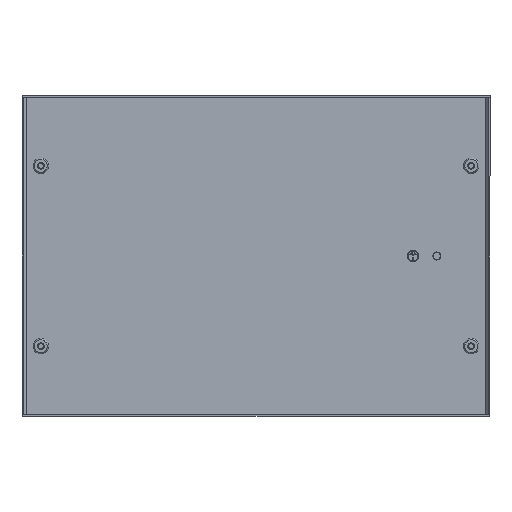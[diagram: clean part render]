
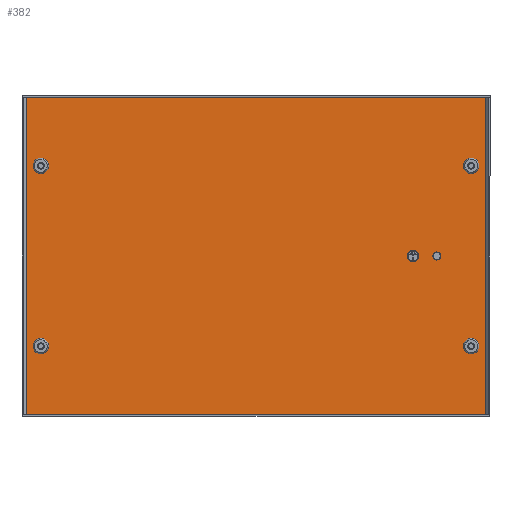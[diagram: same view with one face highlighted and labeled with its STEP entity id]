
A CAD part, front view. The second image highlights one B-rep face of the part: STEP entity #382.
In plain terms, the highlighted planar face has unit normal (0, -1, 0).
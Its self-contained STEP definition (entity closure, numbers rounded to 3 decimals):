
#73 = CARTESIAN_POINT ( 'NONE',  ( 238.5, -1.5, 100. ) ) ;
#187 = CARTESIAN_POINT ( 'NONE',  ( 254.505, -1.5, -176. ) ) ;
#211 = CARTESIAN_POINT ( 'NONE',  ( 0., -1.5, 0. ) ) ;
#217 = VERTEX_POINT ( 'NONE', #3092 ) ;
#238 = ORIENTED_EDGE ( 'NONE', *, *, #1359, .F. ) ;
#243 = EDGE_CURVE ( 'NONE', #4226, #2140, #4816, .T. ) ;
#382 = ADVANCED_FACE ( 'NONE', ( #1441, #982, #2890, #4260, #4697, #4942, #3891 ), #2206, .F. ) ;
#401 = DIRECTION ( 'NONE',  ( 0., -1., 0. ) ) ;
#421 = DIRECTION ( 'NONE',  ( 0., -1., 0. ) ) ;
#478 = CARTESIAN_POINT ( 'NONE',  ( 238.5, -1.5, -108.625 ) ) ;
#580 = AXIS2_PLACEMENT_3D ( 'NONE', #1645, #1993, #2497 ) ;
#606 = ORIENTED_EDGE ( 'NONE', *, *, #4859, .F. ) ;
#609 = DIRECTION ( 'NONE',  ( 0., 0., 1. ) ) ;
#653 = EDGE_LOOP ( 'NONE', ( #238, #3356 ) ) ;
#657 = DIRECTION ( 'NONE',  ( 0., 0., 1. ) ) ;
#659 = DIRECTION ( 'NONE',  ( 0., 0., 1. ) ) ;
#681 = AXIS2_PLACEMENT_3D ( 'NONE', #1313, #3056, #988 ) ;
#713 = AXIS2_PLACEMENT_3D ( 'NONE', #2023, #2865, #1646 ) ;
#733 = CARTESIAN_POINT ( 'NONE',  ( -238.5, -1.5, 100. ) ) ;
#783 = EDGE_LOOP ( 'NONE', ( #4406, #4717 ) ) ;
#795 = LINE ( 'NONE', #4520, #3143 ) ;
#798 = DIRECTION ( 'NONE',  ( 0., -1., 0. ) ) ;
#811 = VERTEX_POINT ( 'NONE', #1753 ) ;
#856 = DIRECTION ( 'NONE',  ( -1., 0., 0. ) ) ;
#963 = EDGE_CURVE ( 'NONE', #3248, #2316, #3226, .T. ) ;
#982 = FACE_OUTER_BOUND ( 'NONE', #5183, .T. ) ;
#988 = DIRECTION ( 'NONE',  ( 0., 0., 1. ) ) ;
#1005 = EDGE_LOOP ( 'NONE', ( #3671, #1559 ) ) ;
#1012 = EDGE_CURVE ( 'NONE', #1254, #217, #795, .T. ) ;
#1045 = CARTESIAN_POINT ( 'NONE',  ( 200.5, -1.5, 0. ) ) ;
#1067 = EDGE_CURVE ( 'NONE', #811, #3444, #2470, .T. ) ;
#1109 = AXIS2_PLACEMENT_3D ( 'NONE', #733, #401, #2009 ) ;
#1202 = AXIS2_PLACEMENT_3D ( 'NONE', #1593, #4472, #4096 ) ;
#1254 = VERTEX_POINT ( 'NONE', #187 ) ;
#1262 = CARTESIAN_POINT ( 'NONE',  ( -238.5, -1.5, -100. ) ) ;
#1285 = ORIENTED_EDGE ( 'NONE', *, *, #963, .F. ) ;
#1313 = CARTESIAN_POINT ( 'NONE',  ( 238.5, -1.5, -100. ) ) ;
#1359 = EDGE_CURVE ( 'NONE', #1660, #5327, #1524, .T. ) ;
#1441 = FACE_BOUND ( 'NONE', #783, .T. ) ;
#1524 = CIRCLE ( 'NONE', #1109, 8.625 ) ;
#1556 = CARTESIAN_POINT ( 'NONE',  ( 238.5, -1.5, 91.375 ) ) ;
#1557 = VERTEX_POINT ( 'NONE', #3990 ) ;
#1559 = ORIENTED_EDGE ( 'NONE', *, *, #3151, .F. ) ;
#1588 = CARTESIAN_POINT ( 'NONE',  ( 200.5, -1.5, 4.5 ) ) ;
#1593 = CARTESIAN_POINT ( 'NONE',  ( 174., -1.5, 0. ) ) ;
#1604 = EDGE_LOOP ( 'NONE', ( #2916, #3413 ) ) ;
#1609 = AXIS2_PLACEMENT_3D ( 'NONE', #73, #3373, #2585 ) ;
#1645 = CARTESIAN_POINT ( 'NONE',  ( 238.5, -1.5, -100. ) ) ;
#1646 = DIRECTION ( 'NONE',  ( 0., 0., 1. ) ) ;
#1660 = VERTEX_POINT ( 'NONE', #4019 ) ;
#1753 = CARTESIAN_POINT ( 'NONE',  ( 200.5, -1.5, -4.5 ) ) ;
#1917 = EDGE_CURVE ( 'NONE', #2316, #3248, #3929, .T. ) ;
#1933 = DIRECTION ( 'NONE',  ( 0., 0., -1. ) ) ;
#1941 = DIRECTION ( 'NONE',  ( 0., 0., -1. ) ) ;
#1993 = DIRECTION ( 'NONE',  ( 0., -1., 0. ) ) ;
#2009 = DIRECTION ( 'NONE',  ( 0., 0., 1. ) ) ;
#2010 = EDGE_CURVE ( 'NONE', #5330, #3581, #4783, .T. ) ;
#2023 = CARTESIAN_POINT ( 'NONE',  ( -238.5, -1.5, -100. ) ) ;
#2055 = VERTEX_POINT ( 'NONE', #4407 ) ;
#2117 = DIRECTION ( 'NONE',  ( 0., -1., 0. ) ) ;
#2129 = DIRECTION ( 'NONE',  ( 1., 0., 0. ) ) ;
#2137 = CARTESIAN_POINT ( 'NONE',  ( 174., -1.5, 6.5 ) ) ;
#2140 = VERTEX_POINT ( 'NONE', #2529 ) ;
#2145 = CARTESIAN_POINT ( 'NONE',  ( -238.5, -1.5, 100. ) ) ;
#2206 = PLANE ( 'NONE',  #4235 ) ;
#2238 = VECTOR ( 'NONE', #4748, 1000. ) ;
#2289 = EDGE_LOOP ( 'NONE', ( #4107, #4991 ) ) ;
#2290 = CIRCLE ( 'NONE', #2726, 4.5 ) ;
#2316 = VERTEX_POINT ( 'NONE', #4602 ) ;
#2319 = CARTESIAN_POINT ( 'NONE',  ( -238.5, -1.5, -91.375 ) ) ;
#2470 = CIRCLE ( 'NONE', #4514, 4.5 ) ;
#2486 = CIRCLE ( 'NONE', #4448, 8.625 ) ;
#2497 = DIRECTION ( 'NONE',  ( 0., 0., 1. ) ) ;
#2498 = DIRECTION ( 'NONE',  ( 0., 1., 0. ) ) ;
#2499 = CARTESIAN_POINT ( 'NONE',  ( 238.5, -1.5, 100. ) ) ;
#2529 = CARTESIAN_POINT ( 'NONE',  ( -238.5, -1.5, -108.625 ) ) ;
#2585 = DIRECTION ( 'NONE',  ( 0., 0., 1. ) ) ;
#2627 = DIRECTION ( 'NONE',  ( 0., 0., 1. ) ) ;
#2642 = EDGE_CURVE ( 'NONE', #3444, #811, #2290, .T. ) ;
#2666 = VECTOR ( 'NONE', #2129, 1000. ) ;
#2715 = ORIENTED_EDGE ( 'NONE', *, *, #1917, .F. ) ;
#2724 = DIRECTION ( 'NONE',  ( 0., -1., 0. ) ) ;
#2726 = AXIS2_PLACEMENT_3D ( 'NONE', #1045, #2724, #657 ) ;
#2787 = LINE ( 'NONE', #3711, #2666 ) ;
#2812 = EDGE_CURVE ( 'NONE', #5327, #1660, #5307, .T. ) ;
#2865 = DIRECTION ( 'NONE',  ( 0., -1., 0. ) ) ;
#2877 = ORIENTED_EDGE ( 'NONE', *, *, #1012, .F. ) ;
#2890 = FACE_BOUND ( 'NONE', #1604, .T. ) ;
#2916 = ORIENTED_EDGE ( 'NONE', *, *, #3138, .F. ) ;
#3023 = AXIS2_PLACEMENT_3D ( 'NONE', #4817, #3169, #1941 ) ;
#3056 = DIRECTION ( 'NONE',  ( 0., -1., 0. ) ) ;
#3092 = CARTESIAN_POINT ( 'NONE',  ( -254.505, -1.5, -176. ) ) ;
#3103 = LINE ( 'NONE', #4725, #2238 ) ;
#3126 = EDGE_CURVE ( 'NONE', #4329, #4695, #4102, .T. ) ;
#3138 = EDGE_CURVE ( 'NONE', #3581, #5330, #3664, .T. ) ;
#3143 = VECTOR ( 'NONE', #856, 1000. ) ;
#3151 = EDGE_CURVE ( 'NONE', #2140, #4226, #2486, .T. ) ;
#3169 = DIRECTION ( 'NONE',  ( 0., -1., 0. ) ) ;
#3185 = DIRECTION ( 'NONE',  ( 0., 0., 1. ) ) ;
#3202 = EDGE_CURVE ( 'NONE', #2055, #1254, #3658, .T. ) ;
#3226 = CIRCLE ( 'NONE', #580, 8.625 ) ;
#3228 = EDGE_CURVE ( 'NONE', #1557, #2055, #2787, .T. ) ;
#3245 = VECTOR ( 'NONE', #1933, 1000. ) ;
#3248 = VERTEX_POINT ( 'NONE', #478 ) ;
#3356 = ORIENTED_EDGE ( 'NONE', *, *, #2812, .F. ) ;
#3373 = DIRECTION ( 'NONE',  ( 0., -1., 0. ) ) ;
#3412 = AXIS2_PLACEMENT_3D ( 'NONE', #2145, #2117, #2627 ) ;
#3413 = ORIENTED_EDGE ( 'NONE', *, *, #2010, .F. ) ;
#3444 = VERTEX_POINT ( 'NONE', #1588 ) ;
#3556 = CARTESIAN_POINT ( 'NONE',  ( 200.5, -1.5, 0. ) ) ;
#3574 = ORIENTED_EDGE ( 'NONE', *, *, #3228, .F. ) ;
#3581 = VERTEX_POINT ( 'NONE', #4542 ) ;
#3652 = CARTESIAN_POINT ( 'NONE',  ( 174., -1.5, -6.5 ) ) ;
#3658 = LINE ( 'NONE', #4038, #3245 ) ;
#3664 = CIRCLE ( 'NONE', #3756, 8.625 ) ;
#3671 = ORIENTED_EDGE ( 'NONE', *, *, #243, .F. ) ;
#3711 = CARTESIAN_POINT ( 'NONE',  ( 0., -1.5, 176. ) ) ;
#3756 = AXIS2_PLACEMENT_3D ( 'NONE', #2499, #798, #4862 ) ;
#3891 = FACE_BOUND ( 'NONE', #2289, .T. ) ;
#3929 = CIRCLE ( 'NONE', #681, 8.625 ) ;
#3978 = DIRECTION ( 'NONE',  ( 0., -1., 0. ) ) ;
#3990 = CARTESIAN_POINT ( 'NONE',  ( -254.505, -1.5, 176. ) ) ;
#4019 = CARTESIAN_POINT ( 'NONE',  ( -238.5, -1.5, 108.625 ) ) ;
#4038 = CARTESIAN_POINT ( 'NONE',  ( 254.505, -1.5, 0. ) ) ;
#4040 = CIRCLE ( 'NONE', #3023, 6.5 ) ;
#4096 = DIRECTION ( 'NONE',  ( 0., 0., -1. ) ) ;
#4102 = CIRCLE ( 'NONE', #1202, 6.5 ) ;
#4107 = ORIENTED_EDGE ( 'NONE', *, *, #1067, .F. ) ;
#4226 = VERTEX_POINT ( 'NONE', #2319 ) ;
#4235 = AXIS2_PLACEMENT_3D ( 'NONE', #211, #2498, #609 ) ;
#4260 = FACE_BOUND ( 'NONE', #1005, .T. ) ;
#4287 = EDGE_LOOP ( 'NONE', ( #2715, #1285 ) ) ;
#4329 = VERTEX_POINT ( 'NONE', #3652 ) ;
#4403 = CARTESIAN_POINT ( 'NONE',  ( -238.5, -1.5, 91.375 ) ) ;
#4406 = ORIENTED_EDGE ( 'NONE', *, *, #3126, .F. ) ;
#4407 = CARTESIAN_POINT ( 'NONE',  ( 254.505, -1.5, 176. ) ) ;
#4448 = AXIS2_PLACEMENT_3D ( 'NONE', #1262, #421, #3185 ) ;
#4472 = DIRECTION ( 'NONE',  ( 0., -1., 0. ) ) ;
#4514 = AXIS2_PLACEMENT_3D ( 'NONE', #3556, #3978, #659 ) ;
#4520 = CARTESIAN_POINT ( 'NONE',  ( 0., -1.5, -176. ) ) ;
#4542 = CARTESIAN_POINT ( 'NONE',  ( 238.5, -1.5, 108.625 ) ) ;
#4602 = CARTESIAN_POINT ( 'NONE',  ( 238.5, -1.5, -91.375 ) ) ;
#4695 = VERTEX_POINT ( 'NONE', #2137 ) ;
#4697 = FACE_BOUND ( 'NONE', #4287, .T. ) ;
#4717 = ORIENTED_EDGE ( 'NONE', *, *, #5202, .F. ) ;
#4725 = CARTESIAN_POINT ( 'NONE',  ( -254.505, -1.5, 0. ) ) ;
#4748 = DIRECTION ( 'NONE',  ( 0., 0., 1. ) ) ;
#4783 = CIRCLE ( 'NONE', #1609, 8.625 ) ;
#4816 = CIRCLE ( 'NONE', #713, 8.625 ) ;
#4817 = CARTESIAN_POINT ( 'NONE',  ( 174., -1.5, 0. ) ) ;
#4859 = EDGE_CURVE ( 'NONE', #217, #1557, #3103, .T. ) ;
#4862 = DIRECTION ( 'NONE',  ( 0., 0., 1. ) ) ;
#4942 = FACE_BOUND ( 'NONE', #653, .T. ) ;
#4991 = ORIENTED_EDGE ( 'NONE', *, *, #2642, .F. ) ;
#5118 = ORIENTED_EDGE ( 'NONE', *, *, #3202, .F. ) ;
#5183 = EDGE_LOOP ( 'NONE', ( #2877, #5118, #3574, #606 ) ) ;
#5202 = EDGE_CURVE ( 'NONE', #4695, #4329, #4040, .T. ) ;
#5307 = CIRCLE ( 'NONE', #3412, 8.625 ) ;
#5327 = VERTEX_POINT ( 'NONE', #4403 ) ;
#5330 = VERTEX_POINT ( 'NONE', #1556 ) ;
